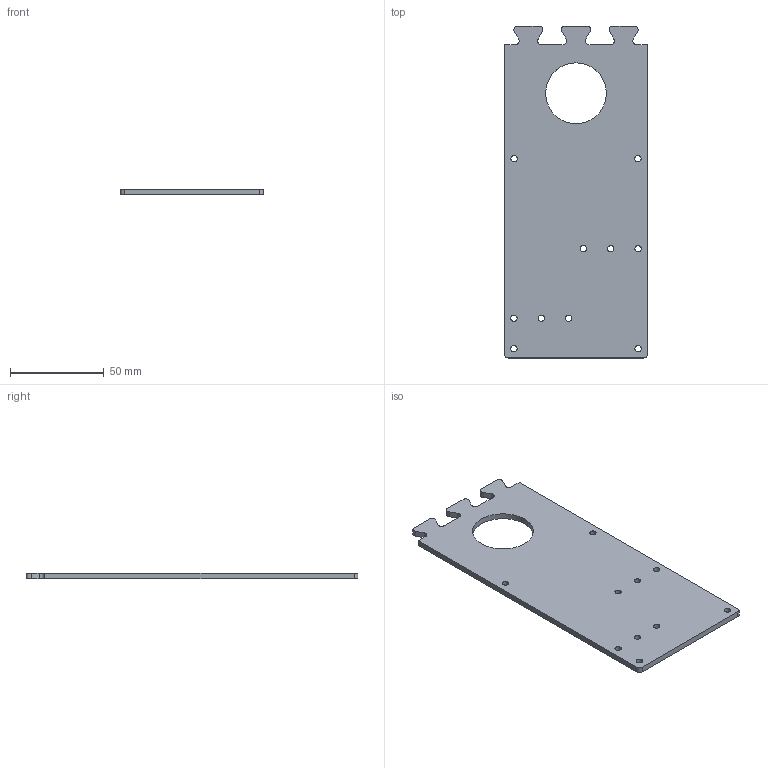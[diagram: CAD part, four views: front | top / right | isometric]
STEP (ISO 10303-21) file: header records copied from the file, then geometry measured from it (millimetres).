
FILE_DESCRIPTION(/* description */ (''),/* implementation_level */ '2;1');
FILE_NAME(/* name */ 'Motor Plate v4.step',/* time_stamp */ '2022-05-04T09:06:49-04:00',/* author */ (''),/* organization */ (''),/* preprocessor_version */ 'ST-DEVELOPER v18.1',/* originating_system */ 'Autodesk Translation Framework v10.14.0.1471',/* authorisation */ '');
FILE_SCHEMA (('AUTOMOTIVE_DESIGN { 1 0 10303 214 3 1 1 }'));
Length unit declared in the file: millimetre
Products named in the file (1): Motor Plate
Bounding box: 76.2 x 177.09 x 3.17 mm (x, y, z)
Volume: 38724.4 mm3; surface area: 26820.5 mm2
Topology: 1 solids, 1 shells, 43 faces, 123 edges, 82 vertices
Faces by surface type: cylinder 25, plane 18
Full cylindrical faces by diameter (mm): 3.4 x10, 32.385 x1
Entity records: 1504 total; most frequent: DIRECTION 261, CARTESIAN_POINT 249, ORIENTED_EDGE 246, EDGE_CURVE 123, AXIS2_PLACEMENT_3D 94, VERTEX_POINT 82, LINE 73, VECTOR 73
